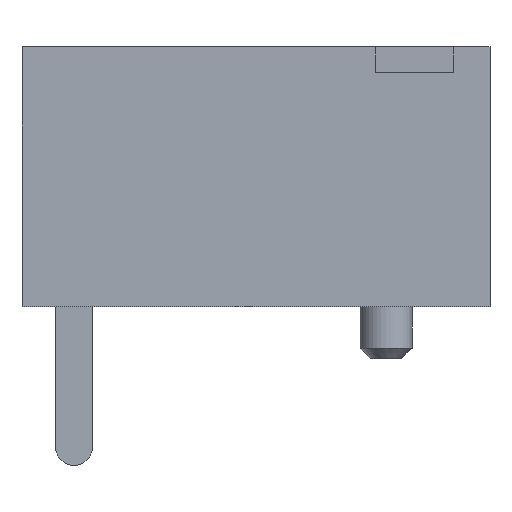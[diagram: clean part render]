
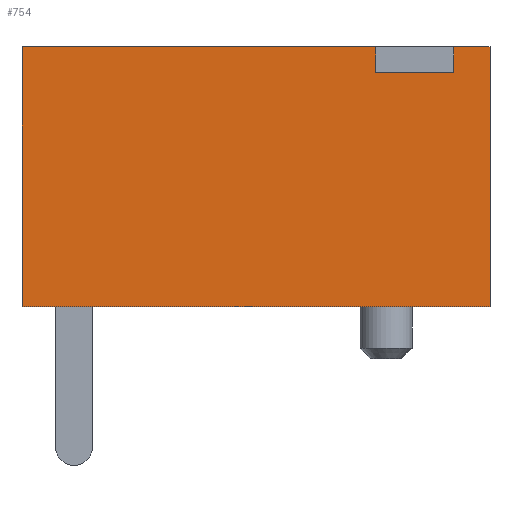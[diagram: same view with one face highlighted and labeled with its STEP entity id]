
A CAD part, left-side view. The second image highlights one B-rep face of the part: STEP entity #754.
In plain terms, the highlighted planar face has unit normal (-1, 0, 0).
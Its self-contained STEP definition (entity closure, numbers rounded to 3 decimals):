
#754 = ADVANCED_FACE( '', ( #1460 ), #1461, .T. );
#1460 = FACE_OUTER_BOUND( '', #2163, .T. );
#1461 = PLANE( '', #2164 );
#2163 = EDGE_LOOP( '', ( #4016, #4017, #4018, #4019, #4020, #4021, #4022, #4023 ) );
#2164 = AXIS2_PLACEMENT_3D( '', #4024, #4025, #4026 );
#4016 = ORIENTED_EDGE( '', *, *, #5011, .T. );
#4017 = ORIENTED_EDGE( '', *, *, #5171, .T. );
#4018 = ORIENTED_EDGE( '', *, *, #4526, .F. );
#4019 = ORIENTED_EDGE( '', *, *, #5054, .F. );
#4020 = ORIENTED_EDGE( '', *, *, #4832, .T. );
#4021 = ORIENTED_EDGE( '', *, *, #5164, .T. );
#4022 = ORIENTED_EDGE( '', *, *, #4934, .F. );
#4023 = ORIENTED_EDGE( '', *, *, #4857, .F. );
#4024 = CARTESIAN_POINT( '', ( -3.15, -4.5, -2.5 ) );
#4025 = DIRECTION( '', ( -1., 0., 0. ) );
#4026 = DIRECTION( '', ( 0., 0., 1. ) );
#4526 = EDGE_CURVE( '', #5460, #5462, #5463, .T. );
#4832 = EDGE_CURVE( '', #5956, #5954, #5957, .T. );
#4857 = EDGE_CURVE( '', #5995, #5990, #5997, .T. );
#4934 = EDGE_CURVE( '', #5990, #6107, #6108, .T. );
#5011 = EDGE_CURVE( '', #5995, #6213, #6215, .T. );
#5054 = EDGE_CURVE( '', #5956, #5460, #6268, .T. );
#5164 = EDGE_CURVE( '', #5954, #6107, #6392, .T. );
#5171 = EDGE_CURVE( '', #6213, #5462, #6400, .T. );
#5460 = VERTEX_POINT( '', #6782 );
#5462 = VERTEX_POINT( '', #6785 );
#5463 = LINE( '', #6786, #6787 );
#5954 = VERTEX_POINT( '', #7513 );
#5956 = VERTEX_POINT( '', #7516 );
#5957 = LINE( '', #7517, #7518 );
#5990 = VERTEX_POINT( '', #7565 );
#5995 = VERTEX_POINT( '', #7572 );
#5997 = LINE( '', #7575, #7576 );
#6107 = VERTEX_POINT( '', #7733 );
#6108 = LINE( '', #7734, #7735 );
#6213 = VERTEX_POINT( '', #7894 );
#6215 = LINE( '', #7897, #7898 );
#6268 = LINE( '', #7988, #7989 );
#6392 = LINE( '', #8159, #8160 );
#6400 = LINE( '', #8171, #8172 );
#6782 = CARTESIAN_POINT( '', ( -3.15, 4.5, -2.5 ) );
#6785 = CARTESIAN_POINT( '', ( -3.15, 4.5, 2.5 ) );
#6786 = CARTESIAN_POINT( '', ( -3.15, 4.5, -2.5 ) );
#6787 = VECTOR( '', #8383, 1000. );
#7513 = CARTESIAN_POINT( '', ( -3.15, -4.5, 2.5 ) );
#7516 = CARTESIAN_POINT( '', ( -3.15, -4.5, -2.5 ) );
#7517 = CARTESIAN_POINT( '', ( -3.15, -4.5, -2.5 ) );
#7518 = VECTOR( '', #8720, 1000. );
#7565 = CARTESIAN_POINT( '', ( -3.15, -3.8, 2. ) );
#7572 = CARTESIAN_POINT( '', ( -3.15, -2.3, 2. ) );
#7575 = CARTESIAN_POINT( '', ( -3.15, -2.3, 2. ) );
#7576 = VECTOR( '', #8747, 1000. );
#7733 = CARTESIAN_POINT( '', ( -3.15, -3.8, 2.5 ) );
#7734 = CARTESIAN_POINT( '', ( -3.15, -3.8, 2. ) );
#7735 = VECTOR( '', #8825, 1000. );
#7894 = CARTESIAN_POINT( '', ( -3.15, -2.3, 2.5 ) );
#7897 = CARTESIAN_POINT( '', ( -3.15, -2.3, 2. ) );
#7898 = VECTOR( '', #8888, 1000. );
#7988 = CARTESIAN_POINT( '', ( -3.15, -4.5, -2.5 ) );
#7989 = VECTOR( '', #8925, 1000. );
#8159 = CARTESIAN_POINT( '', ( -3.15, -4.5, 2.5 ) );
#8160 = VECTOR( '', #9014, 1000. );
#8171 = CARTESIAN_POINT( '', ( -3.15, -4.5, 2.5 ) );
#8172 = VECTOR( '', #9018, 1000. );
#8383 = DIRECTION( '', ( 0., 0., 1. ) );
#8720 = DIRECTION( '', ( 0., 0., 1. ) );
#8747 = DIRECTION( '', ( 0., -1., 0. ) );
#8825 = DIRECTION( '', ( 0., 0., 1. ) );
#8888 = DIRECTION( '', ( 0., 0., 1. ) );
#8925 = DIRECTION( '', ( 0., 1., 0. ) );
#9014 = DIRECTION( '', ( 0., 1., 0. ) );
#9018 = DIRECTION( '', ( 0., 1., 0. ) );
